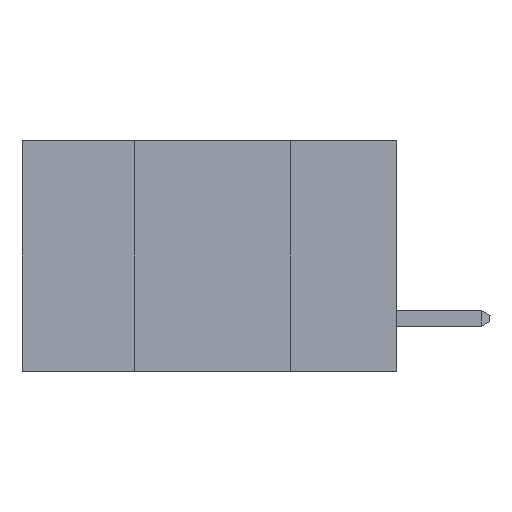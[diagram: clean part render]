
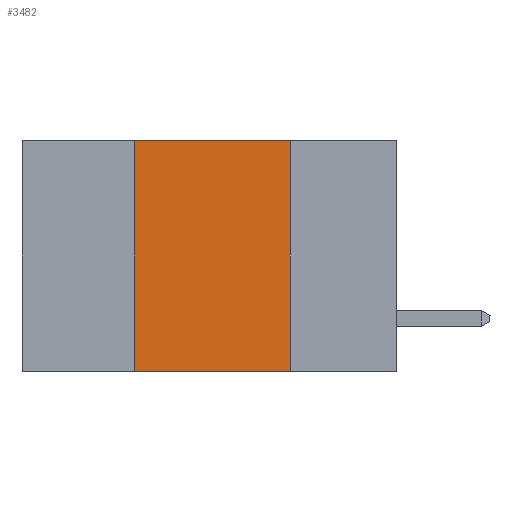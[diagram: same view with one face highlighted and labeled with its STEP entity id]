
A CAD part, left-side view. The second image highlights one B-rep face of the part: STEP entity #3482.
In plain terms, the highlighted planar face has unit normal (-1, 0, 0).
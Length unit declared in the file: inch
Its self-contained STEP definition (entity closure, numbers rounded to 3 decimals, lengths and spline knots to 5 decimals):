
#6 = LINE ( 'NONE', #2852, #15791 ) ;
#13 = VERTEX_POINT ( 'NONE', #8926 ) ;
#1521 = DIRECTION ( 'NONE',  ( 0., 0., 1. ) ) ;
#2541 = EDGE_LOOP ( 'NONE', ( #10467, #15803, #16377, #9058 ) ) ;
#2634 = VECTOR ( 'NONE', #10332, 39.37008 ) ;
#2852 = CARTESIAN_POINT ( 'NONE',  ( 0., 0.42, 0. ) ) ;
#2962 = DIRECTION ( 'NONE',  ( 0., 0., -1. ) ) ;
#3482 = ADVANCED_FACE ( 'NONE', ( #18647 ), #13251, .F. ) ;
#3628 = VERTEX_POINT ( 'NONE', #6103 ) ;
#4166 = CARTESIAN_POINT ( 'NONE',  ( 0., 0.42, -0.37 ) ) ;
#4312 = CARTESIAN_POINT ( 'NONE',  ( 0., 0.17, 0. ) ) ;
#4456 = EDGE_CURVE ( 'NONE', #3628, #12627, #18845, .T. ) ;
#4574 = EDGE_CURVE ( 'NONE', #12627, #13, #12389, .T. ) ;
#5122 = EDGE_CURVE ( 'NONE', #17522, #13, #16694, .T. ) ;
#5765 = DIRECTION ( 'NONE',  ( 0., 0., -1. ) ) ;
#6103 = CARTESIAN_POINT ( 'NONE',  ( 0., 0.42, 0. ) ) ;
#7883 = VECTOR ( 'NONE', #15698, 39.37008 ) ;
#8314 = CARTESIAN_POINT ( 'NONE',  ( 0., 0.6, -0.37 ) ) ;
#8438 = AXIS2_PLACEMENT_3D ( 'NONE', #8857, #11925, #5765 ) ;
#8759 = CARTESIAN_POINT ( 'NONE',  ( 0., 0.6, 0. ) ) ;
#8857 = CARTESIAN_POINT ( 'NONE',  ( 0., 0.6, 0. ) ) ;
#8926 = CARTESIAN_POINT ( 'NONE',  ( 0., 0.17, -0.37 ) ) ;
#9058 = ORIENTED_EDGE ( 'NONE', *, *, #5122, .T. ) ;
#10332 = DIRECTION ( 'NONE',  ( 0., -1., 0. ) ) ;
#10467 = ORIENTED_EDGE ( 'NONE', *, *, #4574, .F. ) ;
#11925 = DIRECTION ( 'NONE',  ( 1., 0., 0. ) ) ;
#12389 = LINE ( 'NONE', #4312, #16016 ) ;
#12627 = VERTEX_POINT ( 'NONE', #14656 ) ;
#13251 = PLANE ( 'NONE',  #8438 ) ;
#13969 = EDGE_CURVE ( 'NONE', #17522, #3628, #6, .T. ) ;
#14656 = CARTESIAN_POINT ( 'NONE',  ( 0., 0.17, 0. ) ) ;
#15698 = DIRECTION ( 'NONE',  ( 0., -1., 0. ) ) ;
#15791 = VECTOR ( 'NONE', #1521, 39.37008 ) ;
#15803 = ORIENTED_EDGE ( 'NONE', *, *, #4456, .F. ) ;
#16016 = VECTOR ( 'NONE', #2962, 39.37008 ) ;
#16377 = ORIENTED_EDGE ( 'NONE', *, *, #13969, .F. ) ;
#16694 = LINE ( 'NONE', #8314, #7883 ) ;
#17522 = VERTEX_POINT ( 'NONE', #4166 ) ;
#18647 = FACE_OUTER_BOUND ( 'NONE', #2541, .T. ) ;
#18845 = LINE ( 'NONE', #8759, #2634 ) ;
